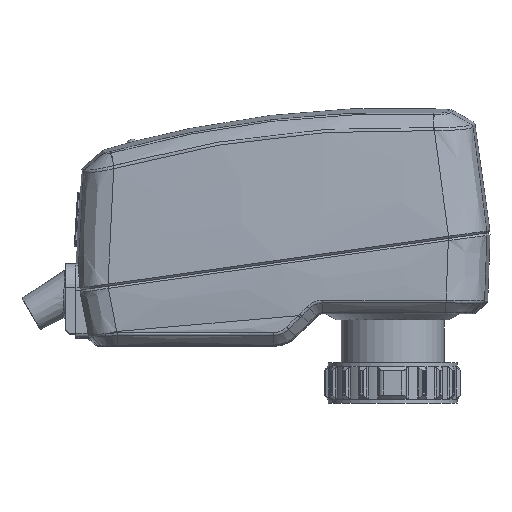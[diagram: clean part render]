
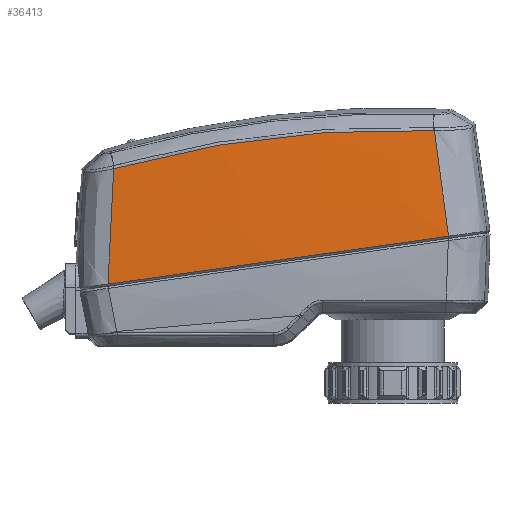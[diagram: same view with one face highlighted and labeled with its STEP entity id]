
A CAD part, front view. The second image highlights one B-rep face of the part: STEP entity #36413.
In plain terms, the highlighted free-form (B-spline) face has degree [3, 3] with [8, 4] control points.
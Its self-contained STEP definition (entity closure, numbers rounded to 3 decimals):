
#12587=CARTESIAN_POINT('',(-70.081,-20.48,
7.314));
#12646=CARTESIAN_POINT('',(13.771,-21.42,
19.09));
#12647=CARTESIAN_POINT('',(6.791,-21.771,
18.11));
#12648=CARTESIAN_POINT('',(-7.179,-22.257,
16.148));
#12649=CARTESIAN_POINT('',(-28.154,-22.344,
13.203));
#12650=CARTESIAN_POINT('',(-49.129,-21.786,
10.257));
#12651=CARTESIAN_POINT('',(-63.101,-20.987,
8.295));
#12652=CARTESIAN_POINT('',(-70.081,-20.48,
7.314));
#12654=CARTESIAN_POINT('',(-68.675,-19.099,
35.712));
#12655=CARTESIAN_POINT('',(-68.987,-19.239,
32.581));
#12656=CARTESIAN_POINT('',(-69.509,-19.528,
26.3));
#12657=CARTESIAN_POINT('',(-69.979,-19.988,
16.826));
#12658=CARTESIAN_POINT('',(-70.082,-20.313,
10.489));
#12659=CARTESIAN_POINT('',(-70.081,-20.48,
7.314));
#12661=CARTESIAN_POINT('',(10.163,-20.202,
45.09));
#12662=CARTESIAN_POINT('',(7.218,-20.307,
45.19));
#12663=CARTESIAN_POINT('',(1.323,-20.485,
45.292));
#12664=CARTESIAN_POINT('',(-7.544,-20.654,
45.144));
#12665=CARTESIAN_POINT('',(-16.402,-20.722,
44.697));
#12666=CARTESIAN_POINT('',(-25.239,-20.692,
43.949));
#12667=CARTESIAN_POINT('',(-34.047,-20.563,
42.903));
#12668=CARTESIAN_POINT('',(-42.808,-20.338,
41.559));
#12669=CARTESIAN_POINT('',(-51.514,-20.019,
39.919));
#12670=CARTESIAN_POINT('',(-60.154,-19.609,
37.982));
#12671=CARTESIAN_POINT('',(-65.844,-19.278,
36.502));
#12672=CARTESIAN_POINT('',(-68.675,-19.099,
35.712));
#12674=CARTESIAN_POINT('',(10.272,-20.198,
45.087));
#12675=CARTESIAN_POINT('',(10.26,-20.198,
45.087));
#12676=CARTESIAN_POINT('',(10.235,-20.199,
45.088));
#12677=CARTESIAN_POINT('',(10.199,-20.201,
45.089));
#12678=CARTESIAN_POINT('',(10.175,-20.201,
45.089));
#12679=CARTESIAN_POINT('',(10.163,-20.202,
45.09));
#12681=CARTESIAN_POINT('',(13.771,-21.42,
19.09));
#12682=CARTESIAN_POINT('',(13.634,-21.312,
21.27));
#12683=CARTESIAN_POINT('',(13.283,-21.099,
25.623));
#12684=CARTESIAN_POINT('',(12.523,-20.788,
32.145));
#12685=CARTESIAN_POINT('',(11.531,-20.488,
38.641));
#12686=CARTESIAN_POINT('',(10.717,-20.294,
42.942));
#12687=CARTESIAN_POINT('',(10.272,-20.198,
45.087));
#17437=VERTEX_POINT('',#12661);
#17438=VERTEX_POINT('',#12672);
#17439=VERTEX_POINT('',#12674);
#17463=VERTEX_POINT('',#12587);
#17468=VERTEX_POINT('',#12646);
#36370=CARTESIAN_POINT('',(14.525,-19.75,
50.309));
#36371=CARTESIAN_POINT('',(14.554,-20.303,
39.739));
#36372=CARTESIAN_POINT('',(14.582,-20.857,
29.169));
#36373=CARTESIAN_POINT('',(14.61,-21.41,18.598));
#36374=CARTESIAN_POINT('',(10.424,-19.961,
49.731));
#36375=CARTESIAN_POINT('',(10.449,-20.514,
39.161));
#36376=CARTESIAN_POINT('',(10.474,-21.068,
28.591));
#36377=CARTESIAN_POINT('',(10.499,-21.621,
18.021));
#36378=CARTESIAN_POINT('',(-0.24,-20.413,
48.229));
#36379=CARTESIAN_POINT('',(-0.223,-20.966,
37.659));
#36380=CARTESIAN_POINT('',(-0.207,-21.52,
27.088));
#36381=CARTESIAN_POINT('',(-0.191,-22.074,
16.518));
#36382=CARTESIAN_POINT('',(-17.495,-20.738,
45.798));
#36383=CARTESIAN_POINT('',(-17.493,-21.292,
35.228));
#36384=CARTESIAN_POINT('',(-17.491,-21.846,
24.657));
#36385=CARTESIAN_POINT('',(-17.488,-22.4,
14.087));
#36386=CARTESIAN_POINT('',(-37.22,-20.539,
43.019));
#36387=CARTESIAN_POINT('',(-37.234,-21.093,32.449));
#36388=CARTESIAN_POINT('',(-37.247,-21.647,
21.879));
#36389=CARTESIAN_POINT('',(-37.261,-22.201,
11.308));
#36390=CARTESIAN_POINT('',(-54.999,-19.846,
40.514));
#36391=CARTESIAN_POINT('',(-55.027,-20.399,
29.944));
#36392=CARTESIAN_POINT('',(-55.055,-20.952,
19.374));
#36393=CARTESIAN_POINT('',(-55.083,-21.506,
8.804));
#36394=CARTESIAN_POINT('',(-66.187,-19.134,
38.938));
#36395=CARTESIAN_POINT('',(-66.224,-19.687,
28.368));
#36396=CARTESIAN_POINT('',(-66.261,-20.24,
17.798));
#36397=CARTESIAN_POINT('',(-66.298,-20.792,
7.228));
#36398=CARTESIAN_POINT('',(-70.801,-18.794,
38.288));
#36399=CARTESIAN_POINT('',(-70.842,-19.346,
27.718));
#36400=CARTESIAN_POINT('',(-70.882,-19.899,
17.148));
#36401=CARTESIAN_POINT('',(-70.923,-20.451,
6.578));
#36402=B_SPLINE_SURFACE_WITH_KNOTS('',3,3,((#36370,#36371,#36372,#36373),
(#36374,#36375,#36376,#36377),(#36378,#36379,#36380,#36381),(#36382,#36383,
#36384,#36385),(#36386,#36387,#36388,#36389),(#36390,#36391,#36392,#36393),(
#36394,#36395,#36396,#36397),(#36398,#36399,#36400,#36401)),.UNSPECIFIED.,.F.,
.F.,.F.,(4,1,1,1,1,4),(4,4),(0.075,0.2,0.4,0.6,0.8,
0.94),(-0.747,0.002),.UNSPECIFIED.);
#36403=ORIENTED_EDGE('',*,*,#36363,.T.);
#36404=ORIENTED_EDGE('',*,*,#36257,.F.);
#36406=ORIENTED_EDGE('',*,*,#36405,.F.);
#36408=ORIENTED_EDGE('',*,*,#36407,.F.);
#36410=ORIENTED_EDGE('',*,*,#36409,.F.);
#36411=EDGE_LOOP('',(#36403,#36404,#36406,#36408,#36410));
#36412=FACE_OUTER_BOUND('',#36411,.F.);
#36413=ADVANCED_FACE('',(#36412),#36402,.T.);
#12653=B_SPLINE_CURVE_WITH_KNOTS('',3,(#12646,#12647,#12648,#12649,#12650,
#12651,#12652),.UNSPECIFIED.,.F.,.F.,(4,1,1,1,4),(0.,0.25,
0.5,0.75,1.),.UNSPECIFIED.);
#12660=B_SPLINE_CURVE_WITH_KNOTS('',3,(#12654,#12655,#12656,#12657,#12658,
#12659),.UNSPECIFIED.,.F.,.F.,(4,1,1,4),(0.,0.333,
0.667,1.),.UNSPECIFIED.);
#12673=B_SPLINE_CURVE_WITH_KNOTS('',3,(#12661,#12662,#12663,#12664,#12665,
#12666,#12667,#12668,#12669,#12670,#12671,#12672),.UNSPECIFIED.,.F.,.F.,(4,1,1,
1,1,1,1,1,1,4),(0.,0.111,0.222,0.333,
0.444,0.556,0.667,0.778,
0.889,1.),.UNSPECIFIED.);
#12680=B_SPLINE_CURVE_WITH_KNOTS('',3,(#12674,#12675,#12676,#12677,#12678,
#12679),.UNSPECIFIED.,.F.,.F.,(4,1,1,4),(0.,0.333,
0.667,1.),.UNSPECIFIED.);
#12688=B_SPLINE_CURVE_WITH_KNOTS('',3,(#12681,#12682,#12683,#12684,#12685,
#12686,#12687),.UNSPECIFIED.,.F.,.F.,(4,1,1,1,4),(0.,0.25,0.5,0.75,
1.),.UNSPECIFIED.);
#36257=EDGE_CURVE('',#17438,#17463,#12660,.T.);
#36363=EDGE_CURVE('',#17468,#17463,#12653,.T.);
#36405=EDGE_CURVE('',#17437,#17438,#12673,.T.);
#36407=EDGE_CURVE('',#17439,#17437,#12680,.T.);
#36409=EDGE_CURVE('',#17468,#17439,#12688,.T.);
